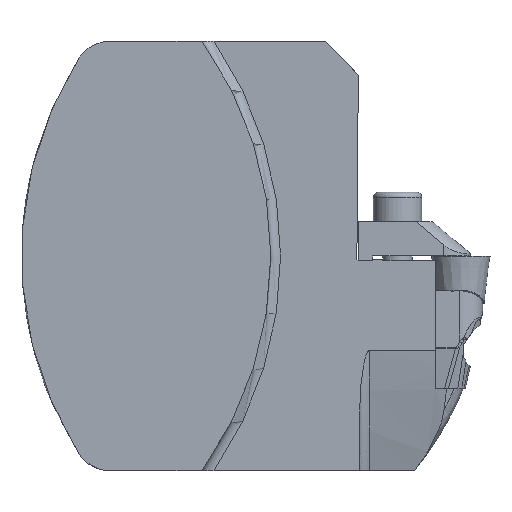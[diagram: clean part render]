
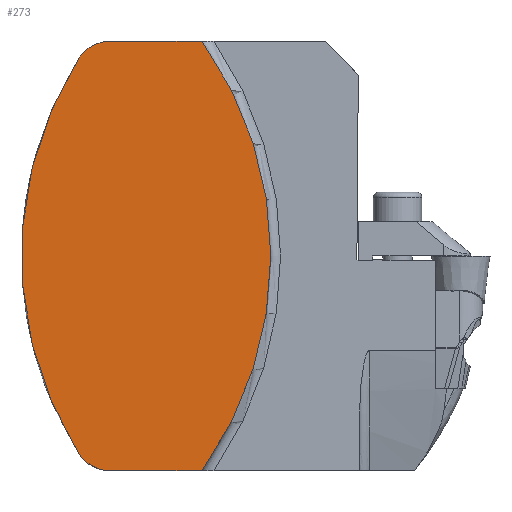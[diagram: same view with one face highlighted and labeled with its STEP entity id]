
A CAD part, top view. The second image highlights one B-rep face of the part: STEP entity #273.
In plain terms, the highlighted planar face has unit normal (0, 0, 1).
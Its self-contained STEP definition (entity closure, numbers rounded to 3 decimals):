
#273=ADVANCED_FACE('',(#416),#364,.T.);
#364=PLANE('',#1824);
#416=FACE_OUTER_BOUND('',#501,.T.);
#501=EDGE_LOOP('',(#693,#694,#695,#696,#697,#698));
#593=CIRCLE('',#1809,60.25);
#599=CIRCLE('',#1821,6.);
#600=CIRCLE('',#1822,6.);
#601=CIRCLE('',#1823,60.25);
#693=ORIENTED_EDGE('',*,*,#1296,.F.);
#694=ORIENTED_EDGE('',*,*,#1310,.T.);
#695=ORIENTED_EDGE('',*,*,#1276,.F.);
#696=ORIENTED_EDGE('',*,*,#1311,.T.);
#697=ORIENTED_EDGE('',*,*,#1301,.T.);
#698=ORIENTED_EDGE('',*,*,#1312,.T.);
#1119=VERTEX_POINT('',#2502);
#1120=VERTEX_POINT('',#2504);
#1136=VERTEX_POINT('',#2598);
#1137=VERTEX_POINT('',#2600);
#1141=VERTEX_POINT('',#2625);
#1142=VERTEX_POINT('',#2626);
#1276=EDGE_CURVE('',#1119,#1120,#593,.T.);
#1296=EDGE_CURVE('',#1136,#1137,#1509,.T.);
#1301=EDGE_CURVE('',#1141,#1142,#1513,.T.);
#1310=EDGE_CURVE('',#1136,#1120,#599,.T.);
#1311=EDGE_CURVE('',#1119,#1141,#600,.T.);
#1312=EDGE_CURVE('',#1142,#1137,#601,.T.);
#1509=LINE('',#2599,#1626);
#1513=LINE('',#2624,#1630);
#1626=VECTOR('',#2044,1.);
#1630=VECTOR('',#2050,1.);
#1809=AXIS2_PLACEMENT_3D('',#2503,#2015,#2016);
#1821=AXIS2_PLACEMENT_3D('',#2678,#2059,#2060);
#1822=AXIS2_PLACEMENT_3D('',#2679,#2061,#2062);
#1823=AXIS2_PLACEMENT_3D('',#2680,#2063,#2064);
#1824=AXIS2_PLACEMENT_3D('',#2681,#2065,#2066);
#2015=DIRECTION('',(0.,0.,-1.));
#2016=DIRECTION('',(1.,0.,0.));
#2044=DIRECTION('',(1.,0.,0.));
#2050=DIRECTION('',(1.,0.,0.));
#2059=DIRECTION('',(0.,0.,1.));
#2060=DIRECTION('',(1.,0.,0.));
#2061=DIRECTION('',(0.,0.,1.));
#2062=DIRECTION('',(1.,0.,0.));
#2063=DIRECTION('',(0.,0.,1.));
#2064=DIRECTION('',(1.,0.,0.));
#2065=DIRECTION('',(0.,0.,1.));
#2066=DIRECTION('',(1.,0.,0.));
#2502=CARTESIAN_POINT('',(-11.069,-32.207,0.));
#2503=CARTESIAN_POINT('',(39.85,0.,0.));
#2504=CARTESIAN_POINT('',(-11.069,32.207,0.));
#2598=CARTESIAN_POINT('',(-5.998,35.,0.));
#2599=CARTESIAN_POINT('',(49.425,35.,0.));
#2600=CARTESIAN_POINT('',(9.041,35.,0.));
#2624=CARTESIAN_POINT('',(49.425,-35.,0.));
#2625=CARTESIAN_POINT('',(-5.998,-35.,0.));
#2626=CARTESIAN_POINT('',(9.041,-35.,0.));
#2678=CARTESIAN_POINT('',(-5.998,29.,0.));
#2679=CARTESIAN_POINT('',(-5.998,-29.,0.));
#2680=CARTESIAN_POINT('',(-40.,0.,0.));
#2681=CARTESIAN_POINT('',(-5.552,35.,0.));
